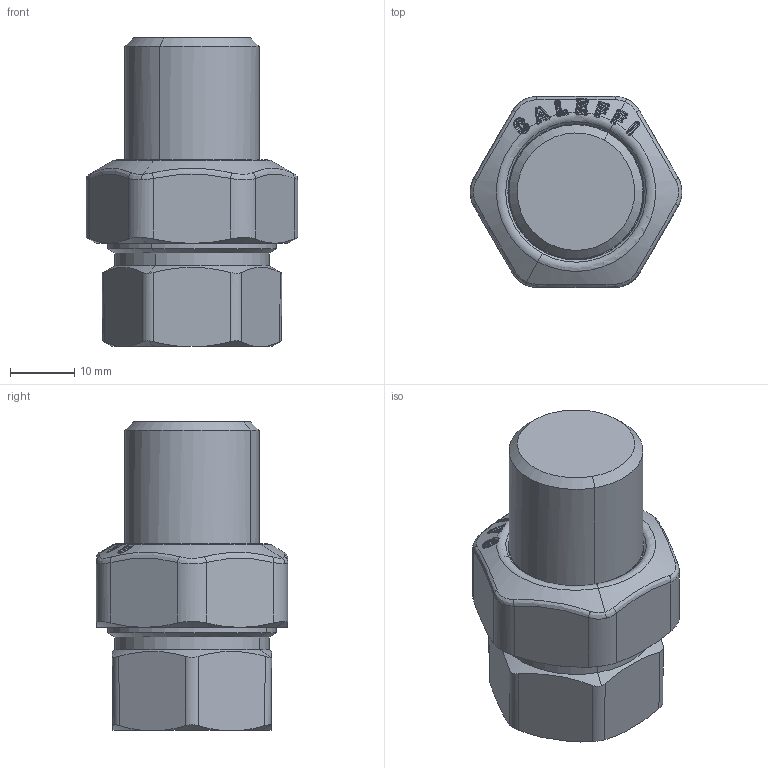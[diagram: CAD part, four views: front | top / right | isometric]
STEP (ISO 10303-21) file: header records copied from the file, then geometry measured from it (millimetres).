
FILE_DESCRIPTION(('CATIA V5 STEP Exchange'),'2;1');
FILE_NAME('STEP_588041_-_TST.stp','2019-03-04T07:04:10+00:00',('none'),('none'),'CATIA Version 5-6 Release 2016 SP4','CATIA V5 STEP AP203','none');
FILE_SCHEMA(('CONFIG_CONTROL_DESIGN'));
Length unit declared in the file: millimetre
Products named in the file (1): 588041 - TST
Bounding box: 33 x 29.8 x 48 mm (x, y, z)
Volume: 24240 mm3; surface area: 5320.9 mm2
Topology: 1 solids, 1 shells, 471 faces, 1109 edges, 596 vertices
Faces by surface type: bspline 345, sphere 51, cone 38, cylinder 20, plane 15, torus 2
Entity records: 27809 total; most frequent: CARTESIAN_POINT 20467, ORIENTED_EDGE 2126, EDGE_CURVE 1063, B_SPLINE_CURVE_WITH_KNOTS 910, VERTEX_POINT 596, EDGE_LOOP 473, ADVANCED_FACE 471, FACE_OUTER_BOUND 471
